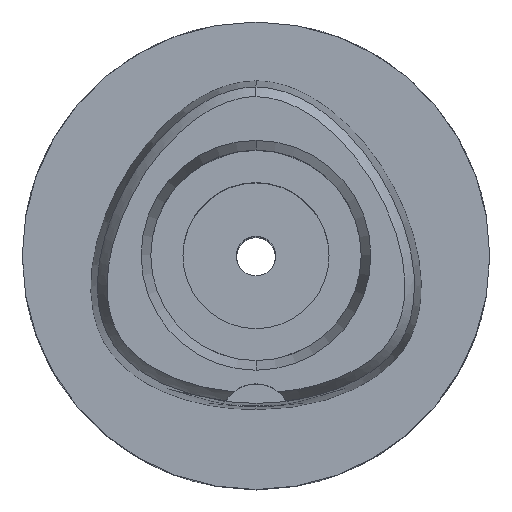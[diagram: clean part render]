
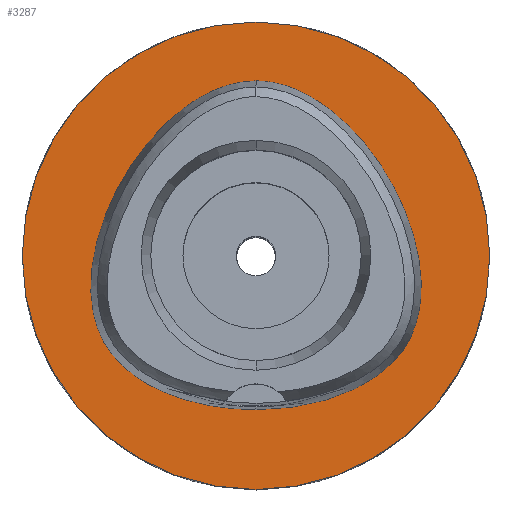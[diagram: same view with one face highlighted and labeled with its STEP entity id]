
A CAD part, top view. The second image highlights one B-rep face of the part: STEP entity #3287.
In plain terms, the highlighted planar face has unit normal (0, 0, 1).
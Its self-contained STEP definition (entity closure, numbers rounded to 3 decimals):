
#55 = EDGE_CURVE ( 'NONE', #4419, #3658, #462, .T. ) ;
#74 = CARTESIAN_POINT ( 'NONE',  ( 10.811, -9.988, 0. ) ) ;
#98 = CARTESIAN_POINT ( 'NONE',  ( -11.837, -9.029, 0. ) ) ;
#122 = CARTESIAN_POINT ( 'NONE',  ( 6.373, 12.669, 0. ) ) ;
#140 = CARTESIAN_POINT ( 'NONE',  ( -13.738, -5.737, 0. ) ) ;
#422 = CARTESIAN_POINT ( 'NONE',  ( 0., 14.963, 0. ) ) ;
#446 = CARTESIAN_POINT ( 'NONE',  ( -13.341, -6.76, 0. ) ) ;
#462 = CIRCLE ( 'NONE', #986, 20. ) ;
#469 = CARTESIAN_POINT ( 'NONE',  ( 13.341, -6.76, 0. ) ) ;
#490 = CARTESIAN_POINT ( 'NONE',  ( -0.544, 14.963, 0. ) ) ;
#509 = CARTESIAN_POINT ( 'NONE',  ( 3.782, 14.194, 0. ) ) ;
#626 = PLANE ( 'NONE',  #3147 ) ;
#771 = CARTESIAN_POINT ( 'NONE',  ( 7.162, -12.032, 0. ) ) ;
#790 = CARTESIAN_POINT ( 'NONE',  ( 0., 20., 0. ) ) ;
#793 = CARTESIAN_POINT ( 'NONE',  ( -3.782, 14.194, 0. ) ) ;
#816 = CARTESIAN_POINT ( 'NONE',  ( -14.001, -0.186, 0. ) ) ;
#829 = CARTESIAN_POINT ( 'NONE',  ( 0., 0., 0. ) ) ;
#986 = AXIS2_PLACEMENT_3D ( 'NONE', #829, #2922, #3268 ) ;
#1048 = DIRECTION ( 'NONE',  ( 0., 0., -1. ) ) ;
#1120 = CARTESIAN_POINT ( 'NONE',  ( 12.971, -7.489, 0. ) ) ;
#1190 = CARTESIAN_POINT ( 'NONE',  ( 11.837, -9.029, 0. ) ) ;
#1515 = CARTESIAN_POINT ( 'NONE',  ( -10.811, -9.988, 0. ) ) ;
#1682 = CARTESIAN_POINT ( 'NONE',  ( 0., -13.163, 0. ) ) ;
#1762 = FACE_BOUND ( 'NONE', #2734, .T. ) ;
#1765 = EDGE_CURVE ( 'NONE', #2052, #3016, #3320, .T. ) ;
#1836 = CARTESIAN_POINT ( 'NONE',  ( -1.632, 14.847, 0. ) ) ;
#1860 = CARTESIAN_POINT ( 'NONE',  ( -12.971, -7.489, 0. ) ) ;
#1902 = EDGE_CURVE ( 'NONE', #3016, #2052, #3875, .T. ) ;
#1904 = CARTESIAN_POINT ( 'NONE',  ( -6.373, 12.669, 0. ) ) ;
#1924 = ORIENTED_EDGE ( 'NONE', *, *, #3921, .F. ) ;
#2049 = CARTESIAN_POINT ( 'NONE',  ( 0., 0., 0. ) ) ;
#2052 = VERTEX_POINT ( 'NONE', #1682 ) ;
#2123 = CARTESIAN_POINT ( 'NONE',  ( 0., 14.963, 0. ) ) ;
#2209 = CARTESIAN_POINT ( 'NONE',  ( -14.173, -2.619, 0. ) ) ;
#2233 = CARTESIAN_POINT ( 'NONE',  ( -1.348, -13.163, 0. ) ) ;
#2260 = CARTESIAN_POINT ( 'NONE',  ( 13.214, 2.96, 0. ) ) ;
#2280 = CARTESIAN_POINT ( 'NONE',  ( 14.001, -0.186, 0. ) ) ;
#2300 = ORIENTED_EDGE ( 'NONE', *, *, #55, .F. ) ;
#2486 = CARTESIAN_POINT ( 'NONE',  ( 1.348, -13.163, 0. ) ) ;
#2500 = FACE_OUTER_BOUND ( 'NONE', #3309, .T. ) ;
#2542 = AXIS2_PLACEMENT_3D ( 'NONE', #3752, #4467, #3000 ) ;
#2601 = CARTESIAN_POINT ( 'NONE',  ( 1.632, 14.847, 0. ) ) ;
#2627 = CARTESIAN_POINT ( 'NONE',  ( 0.544, 14.963, 0. ) ) ;
#2734 = EDGE_LOOP ( 'NONE', ( #3421, #3047 ) ) ;
#2904 = CARTESIAN_POINT ( 'NONE',  ( -13.214, 2.96, 0. ) ) ;
#2922 = DIRECTION ( 'NONE',  ( 0., 0., -1. ) ) ;
#2931 = CARTESIAN_POINT ( 'NONE',  ( -9.355, -10.965, 0. ) ) ;
#2949 = CARTESIAN_POINT ( 'NONE',  ( 14.173, -2.619, 0. ) ) ;
#3000 = DIRECTION ( 'NONE',  ( 0., -1., 0. ) ) ;
#3016 = VERTEX_POINT ( 'NONE', #2123 ) ;
#3047 = ORIENTED_EDGE ( 'NONE', *, *, #1765, .F. ) ;
#3147 = AXIS2_PLACEMENT_3D ( 'NONE', #2049, #1048, #3884 ) ;
#3254 = CARTESIAN_POINT ( 'NONE',  ( -9.171, 9.964, 0. ) ) ;
#3268 = DIRECTION ( 'NONE',  ( 0., 1., 0. ) ) ;
#3277 = CARTESIAN_POINT ( 'NONE',  ( -12.525, -8.174, 0. ) ) ;
#3285 = CIRCLE ( 'NONE', #2542, 20. ) ;
#3287 = ADVANCED_FACE ( 'NONE', ( #2500, #1762 ), #626, .F. ) ;
#3307 = CARTESIAN_POINT ( 'NONE',  ( 9.355, -10.965, 0. ) ) ;
#3309 = EDGE_LOOP ( 'NONE', ( #2300, #1924 ) ) ;
#3320 = B_SPLINE_CURVE_WITH_KNOTS ( 'NONE', 3,
 ( #4278, #2486, #3912, #771, #3307, #74, #1190, #4299, #1120, #469, #3657, #4048, #2949, #2280, #2260, #3701, #4328, #122, #509, #2601, #2627, #3350 ),
 .UNSPECIFIED., .F., .F.,
 ( 4, 1, 1, 1, 1, 1, 1, 1, 1, 1, 1, 1, 1, 1, 1, 1, 1, 1, 1, 4 ),
 ( 0., 0.083, 0.167, 0.208, 0.25, 0.292, 0.312, 0.333, 0.354, 0.375, 0.417, 0.458, 0.5, 0.583, 0.667, 0.75, 0.833, 0.917, 0.958, 1. ),
 .UNSPECIFIED. ) ;
#3327 = CARTESIAN_POINT ( 'NONE',  ( -11.503, 6.641, 0. ) ) ;
#3350 = CARTESIAN_POINT ( 'NONE',  ( 0., 14.963, 0. ) ) ;
#3375 = CARTESIAN_POINT ( 'NONE',  ( 0., -13.163, 0. ) ) ;
#3421 = ORIENTED_EDGE ( 'NONE', *, *, #1902, .F. ) ;
#3631 = CARTESIAN_POINT ( 'NONE',  ( -14.056, -4.369, 0. ) ) ;
#3657 = CARTESIAN_POINT ( 'NONE',  ( 13.738, -5.737, 0. ) ) ;
#3658 = VERTEX_POINT ( 'NONE', #4058 ) ;
#3701 = CARTESIAN_POINT ( 'NONE',  ( 11.503, 6.641, 0. ) ) ;
#3752 = CARTESIAN_POINT ( 'NONE',  ( 0., 0., 0. ) ) ;
#3875 = B_SPLINE_CURVE_WITH_KNOTS ( 'NONE', 3,
 ( #422, #490, #1836, #793, #1904, #3254, #3327, #2904, #816, #2209, #3631, #140, #446, #1860, #3277, #98, #1515, #2931, #4351, #3998, #2233, #3375 ),
 .UNSPECIFIED., .F., .F.,
 ( 4, 1, 1, 1, 1, 1, 1, 1, 1, 1, 1, 1, 1, 1, 1, 1, 1, 1, 1, 4 ),
 ( 0., 0.042, 0.083, 0.167, 0.25, 0.333, 0.417, 0.5, 0.542, 0.583, 0.625, 0.646, 0.667, 0.688, 0.708, 0.75, 0.792, 0.833, 0.917, 1. ),
 .UNSPECIFIED. ) ;
#3884 = DIRECTION ( 'NONE',  ( 0., -1., 0. ) ) ;
#3912 = CARTESIAN_POINT ( 'NONE',  ( 4.043, -12.924, 0. ) ) ;
#3921 = EDGE_CURVE ( 'NONE', #3658, #4419, #3285, .T. ) ;
#3998 = CARTESIAN_POINT ( 'NONE',  ( -4.043, -12.924, 0. ) ) ;
#4048 = CARTESIAN_POINT ( 'NONE',  ( 14.056, -4.369, 0. ) ) ;
#4058 = CARTESIAN_POINT ( 'NONE',  ( 0., -20., 0. ) ) ;
#4278 = CARTESIAN_POINT ( 'NONE',  ( 0., -13.163, 0. ) ) ;
#4299 = CARTESIAN_POINT ( 'NONE',  ( 12.525, -8.174, 0. ) ) ;
#4328 = CARTESIAN_POINT ( 'NONE',  ( 9.171, 9.964, 0. ) ) ;
#4351 = CARTESIAN_POINT ( 'NONE',  ( -7.162, -12.032, 0. ) ) ;
#4419 = VERTEX_POINT ( 'NONE', #790 ) ;
#4467 = DIRECTION ( 'NONE',  ( 0., 0., -1. ) ) ;
